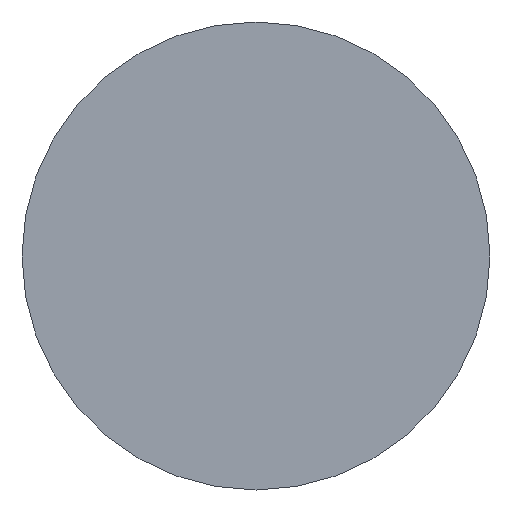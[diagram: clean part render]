
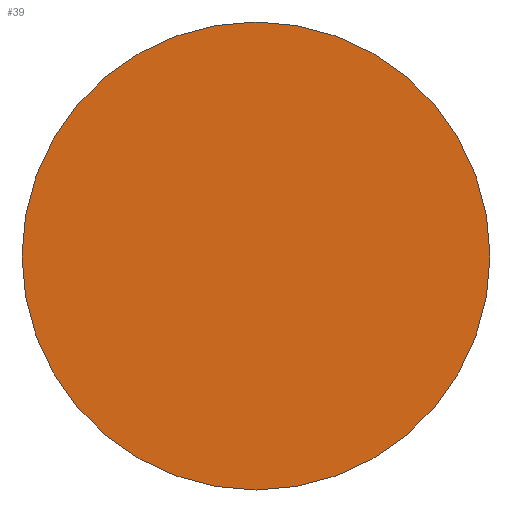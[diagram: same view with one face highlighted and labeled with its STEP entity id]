
A CAD part, front view. The second image highlights one B-rep face of the part: STEP entity #39.
In plain terms, the highlighted planar face has unit normal (0, -1, 0).
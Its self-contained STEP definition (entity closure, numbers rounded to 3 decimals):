
#39 = ADVANCED_FACE( '', ( #77 ), #78, .F. );
#77 = FACE_OUTER_BOUND( '', #110, .T. );
#78 = PLANE( '', #111 );
#110 = EDGE_LOOP( '', ( #145 ) );
#111 = AXIS2_PLACEMENT_3D( '', #146, #147, #148 );
#145 = ORIENTED_EDGE( '', *, *, #171, .T. );
#146 = CARTESIAN_POINT( '', ( 8., 0., 0. ) );
#147 = DIRECTION( '', ( 0., 1., 0. ) );
#148 = DIRECTION( '', ( 0., 0., 1. ) );
#171 = EDGE_CURVE( '', #189, #189, #190, .T. );
#189 = VERTEX_POINT( '', #208 );
#190 = CIRCLE( '', #209, 8. );
#208 = CARTESIAN_POINT( '', ( 0., 0., -8. ) );
#209 = AXIS2_PLACEMENT_3D( '', #227, #228, #229 );
#227 = CARTESIAN_POINT( '', ( 0., 0., 0. ) );
#228 = DIRECTION( '', ( 0., -1., 0. ) );
#229 = DIRECTION( '', ( 0., 0., -1. ) );
